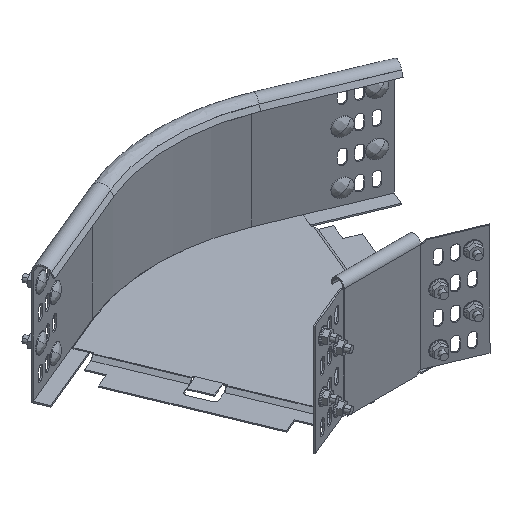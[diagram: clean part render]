
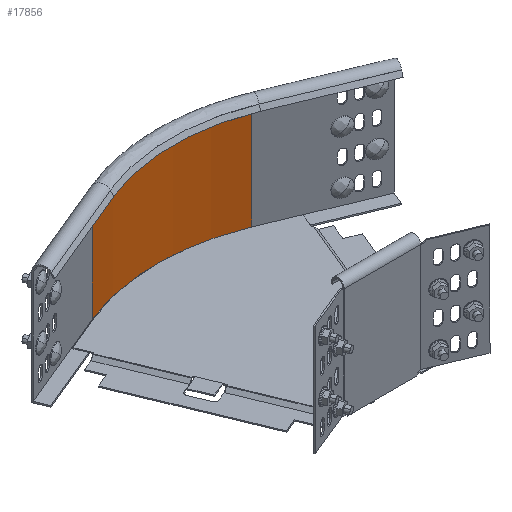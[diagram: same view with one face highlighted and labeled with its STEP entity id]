
A CAD part, isometric view. The second image highlights one B-rep face of the part: STEP entity #17856.
In plain terms, the highlighted cylindrical face has radius 197.25 mm (diameter 394.5 mm), a partial arc.
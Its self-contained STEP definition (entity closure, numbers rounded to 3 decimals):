
#350 = CIRCLE ( 'NONE', #2290, 197.25 ) ;
#568 = VECTOR ( 'NONE', #13891, 1000. ) ;
#1271 = CARTESIAN_POINT ( 'NONE',  ( -45.023, 1.25, 242.477 ) ) ;
#1868 = DIRECTION ( 'NONE',  ( 0., 0., -1. ) ) ;
#2002 = EDGE_CURVE ( 'NONE', #3036, #5887, #7110, .T. ) ;
#2148 = FACE_OUTER_BOUND ( 'NONE', #15551, .T. ) ;
#2290 = AXIS2_PLACEMENT_3D ( 'NONE', #10863, #3532, #1868 ) ;
#2815 = AXIS2_PLACEMENT_3D ( 'NONE', #11004, #17292, #9953 ) ;
#3036 = VERTEX_POINT ( 'NONE', #4877 ) ;
#3309 = EDGE_CURVE ( 'NONE', #12401, #5887, #5185, .T. ) ;
#3532 = DIRECTION ( 'NONE',  ( 0., -1., 0. ) ) ;
#3794 = CARTESIAN_POINT ( 'NONE',  ( -45.023, 106.75, 242.477 ) ) ;
#3958 = CARTESIAN_POINT ( 'NONE',  ( -45.023, 2.25, 242.477 ) ) ;
#4059 = AXIS2_PLACEMENT_3D ( 'NONE', #5305, #6949, #11263 ) ;
#4877 = CARTESIAN_POINT ( 'NONE',  ( 12.75, 1.25, 103. ) ) ;
#5185 = LINE ( 'NONE', #3958, #6784 ) ;
#5305 = CARTESIAN_POINT ( 'NONE',  ( -184.5, 1.25, 103. ) ) ;
#5887 = VERTEX_POINT ( 'NONE', #1271 ) ;
#6784 = VECTOR ( 'NONE', #15832, 1000. ) ;
#6949 = DIRECTION ( 'NONE',  ( 0., -1., 0. ) ) ;
#7110 = CIRCLE ( 'NONE', #4059, 197.25 ) ;
#7512 = LINE ( 'NONE', #15304, #568 ) ;
#9684 = EDGE_CURVE ( 'NONE', #14547, #12401, #350, .T. ) ;
#9953 = DIRECTION ( 'NONE',  ( 0., 0., -1. ) ) ;
#10437 = ORIENTED_EDGE ( 'NONE', *, *, #9684, .F. ) ;
#10863 = CARTESIAN_POINT ( 'NONE',  ( -184.5, 106.75, 103. ) ) ;
#11004 = CARTESIAN_POINT ( 'NONE',  ( -184.5, 0., 103. ) ) ;
#11263 = DIRECTION ( 'NONE',  ( 0., 0., -1. ) ) ;
#11627 = CARTESIAN_POINT ( 'NONE',  ( 12.75, 106.75, 103. ) ) ;
#12304 = CYLINDRICAL_SURFACE ( 'NONE', #2815, 197.25 ) ;
#12401 = VERTEX_POINT ( 'NONE', #3794 ) ;
#13681 = ORIENTED_EDGE ( 'NONE', *, *, #2002, .T. ) ;
#13891 = DIRECTION ( 'NONE',  ( 0., -1., 0. ) ) ;
#14547 = VERTEX_POINT ( 'NONE', #11627 ) ;
#15304 = CARTESIAN_POINT ( 'NONE',  ( 12.75, 2.25, 103. ) ) ;
#15551 = EDGE_LOOP ( 'NONE', ( #13681, #16227, #10437, #18471 ) ) ;
#15832 = DIRECTION ( 'NONE',  ( 0., -1., 0. ) ) ;
#15851 = EDGE_CURVE ( 'NONE', #14547, #3036, #7512, .T. ) ;
#16227 = ORIENTED_EDGE ( 'NONE', *, *, #3309, .F. ) ;
#17292 = DIRECTION ( 'NONE',  ( 0., -1., 0. ) ) ;
#17856 = ADVANCED_FACE ( 'NONE', ( #2148 ), #12304, .F. ) ;
#18471 = ORIENTED_EDGE ( 'NONE', *, *, #15851, .T. ) ;
